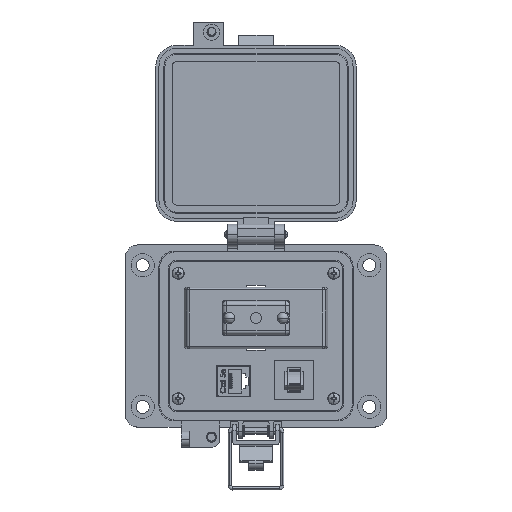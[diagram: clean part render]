
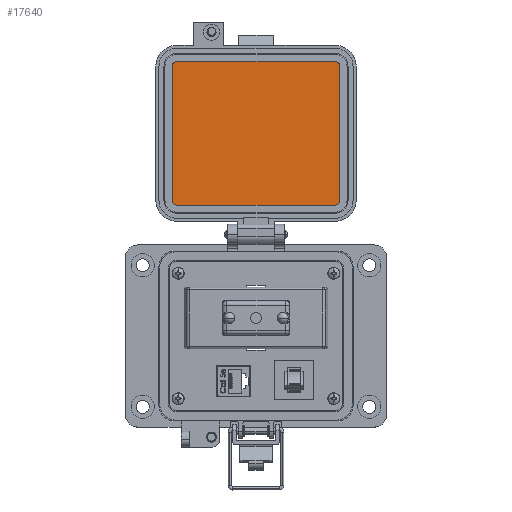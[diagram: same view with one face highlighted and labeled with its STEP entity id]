
A CAD part, top view. The second image highlights one B-rep face of the part: STEP entity #17640.
In plain terms, the highlighted planar face has unit normal (0, 0, 1).
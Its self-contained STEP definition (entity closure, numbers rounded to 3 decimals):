
#963 = EDGE_CURVE ( 'NONE', #63007, #18721, #25416, .T. ) ;
#1349 = CARTESIAN_POINT ( 'NONE',  ( -44.769, 93.196, 19.202 ) ) ;
#1671 = CIRCLE ( 'NONE', #56069, 2.299 ) ;
#2169 = DIRECTION ( 'NONE',  ( 0., -1., 0. ) ) ;
#2549 = CARTESIAN_POINT ( 'NONE',  ( 35.912, 57.705, 19.202 ) ) ;
#3947 = VERTEX_POINT ( 'NONE', #35026 ) ;
#6288 = CARTESIAN_POINT ( 'NONE',  ( -44.769, 126.389, 19.202 ) ) ;
#7493 = EDGE_CURVE ( 'NONE', #18721, #55225, #1671, .T. ) ;
#7957 = CARTESIAN_POINT ( 'NONE',  ( 38.212, 93.196, 19.202 ) ) ;
#8137 = CIRCLE ( 'NONE', #53787, 2.299 ) ;
#8177 = CIRCLE ( 'NONE', #48414, 2.299 ) ;
#9052 = CARTESIAN_POINT ( 'NONE',  ( -42.469, 57.705, 19.202 ) ) ;
#9056 = LINE ( 'NONE', #56384, #18521 ) ;
#12846 = VECTOR ( 'NONE', #53118, 1000. ) ;
#13394 = EDGE_LOOP ( 'NONE', ( #23987, #38101, #42527, #30889, #44025, #36757, #19349, #49007 ) ) ;
#14421 = DIRECTION ( 'NONE',  ( 0., 0., -1. ) ) ;
#15858 = EDGE_CURVE ( 'NONE', #46722, #63775, #9056, .T. ) ;
#17640 = ADVANCED_FACE ( 'NONE', ( #64068 ), #53514, .T. ) ;
#17864 = CIRCLE ( 'NONE', #41838, 2.299 ) ;
#18521 = VECTOR ( 'NONE', #19570, 1000. ) ;
#18721 = VERTEX_POINT ( 'NONE', #9052 ) ;
#19349 = ORIENTED_EDGE ( 'NONE', *, *, #7493, .F. ) ;
#19570 = DIRECTION ( 'NONE',  ( 1., 0., 0. ) ) ;
#22269 = CARTESIAN_POINT ( 'NONE',  ( 35.912, 60.004, 19.202 ) ) ;
#23987 = ORIENTED_EDGE ( 'NONE', *, *, #27960, .F. ) ;
#24818 = CARTESIAN_POINT ( 'NONE',  ( 38.212, 60.004, 19.202 ) ) ;
#24849 = VERTEX_POINT ( 'NONE', #24818 ) ;
#25035 = VECTOR ( 'NONE', #30190, 1000. ) ;
#25416 = LINE ( 'NONE', #57455, #25035 ) ;
#25603 = CARTESIAN_POINT ( 'NONE',  ( -42.469, 128.688, 19.202 ) ) ;
#27519 = DIRECTION ( 'NONE',  ( 0., 0., -1. ) ) ;
#27960 = EDGE_CURVE ( 'NONE', #24849, #63007, #8177, .T. ) ;
#30190 = DIRECTION ( 'NONE',  ( -1., 0., 0. ) ) ;
#30840 = VECTOR ( 'NONE', #64157, 1000. ) ;
#30889 = ORIENTED_EDGE ( 'NONE', *, *, #15858, .F. ) ;
#33051 = CARTESIAN_POINT ( 'NONE',  ( 39.871, 130.108, 19.202 ) ) ;
#33099 = EDGE_CURVE ( 'NONE', #55225, #42398, #37763, .T. ) ;
#33367 = AXIS2_PLACEMENT_3D ( 'NONE', #33051, #43961, #49399 ) ;
#33613 = DIRECTION ( 'NONE',  ( 1., 0., 0. ) ) ;
#34946 = CARTESIAN_POINT ( 'NONE',  ( 35.912, 126.389, 19.202 ) ) ;
#35026 = CARTESIAN_POINT ( 'NONE',  ( 38.212, 126.389, 19.202 ) ) ;
#35191 = DIRECTION ( 'NONE',  ( 0., -1., 0. ) ) ;
#36757 = ORIENTED_EDGE ( 'NONE', *, *, #33099, .F. ) ;
#37741 = CARTESIAN_POINT ( 'NONE',  ( -42.469, 60.004, 19.202 ) ) ;
#37763 = LINE ( 'NONE', #1349, #12846 ) ;
#38101 = ORIENTED_EDGE ( 'NONE', *, *, #42587, .F. ) ;
#38264 = DIRECTION ( 'NONE',  ( 0., 0., -1. ) ) ;
#41838 = AXIS2_PLACEMENT_3D ( 'NONE', #61125, #14421, #35191 ) ;
#42398 = VERTEX_POINT ( 'NONE', #6288 ) ;
#42527 = ORIENTED_EDGE ( 'NONE', *, *, #55081, .F. ) ;
#42587 = EDGE_CURVE ( 'NONE', #3947, #24849, #49157, .T. ) ;
#43961 = DIRECTION ( 'NONE',  ( 0., 0., 1. ) ) ;
#44025 = ORIENTED_EDGE ( 'NONE', *, *, #62391, .F. ) ;
#46722 = VERTEX_POINT ( 'NONE', #25603 ) ;
#47026 = CARTESIAN_POINT ( 'NONE',  ( 35.912, 128.688, 19.202 ) ) ;
#48414 = AXIS2_PLACEMENT_3D ( 'NONE', #22269, #38264, #2169 ) ;
#49007 = ORIENTED_EDGE ( 'NONE', *, *, #963, .F. ) ;
#49157 = LINE ( 'NONE', #7957, #30840 ) ;
#49399 = DIRECTION ( 'NONE',  ( -1., 0., 0. ) ) ;
#50968 = DIRECTION ( 'NONE',  ( 0., 0., -1. ) ) ;
#51693 = CARTESIAN_POINT ( 'NONE',  ( -44.769, 60.004, 19.202 ) ) ;
#53118 = DIRECTION ( 'NONE',  ( 0., 1., 0. ) ) ;
#53514 = PLANE ( 'NONE',  #33367 ) ;
#53787 = AXIS2_PLACEMENT_3D ( 'NONE', #34946, #50968, #55091 ) ;
#55081 = EDGE_CURVE ( 'NONE', #63775, #3947, #8137, .T. ) ;
#55091 = DIRECTION ( 'NONE',  ( 1., 0., 0. ) ) ;
#55225 = VERTEX_POINT ( 'NONE', #51693 ) ;
#56069 = AXIS2_PLACEMENT_3D ( 'NONE', #37741, #27519, #33613 ) ;
#56384 = CARTESIAN_POINT ( 'NONE',  ( -3.279, 128.688, 19.202 ) ) ;
#57455 = CARTESIAN_POINT ( 'NONE',  ( -3.279, 57.705, 19.202 ) ) ;
#61125 = CARTESIAN_POINT ( 'NONE',  ( -42.469, 126.389, 19.202 ) ) ;
#62391 = EDGE_CURVE ( 'NONE', #42398, #46722, #17864, .T. ) ;
#63007 = VERTEX_POINT ( 'NONE', #2549 ) ;
#63775 = VERTEX_POINT ( 'NONE', #47026 ) ;
#64068 = FACE_OUTER_BOUND ( 'NONE', #13394, .T. ) ;
#64157 = DIRECTION ( 'NONE',  ( 0., -1., 0. ) ) ;
